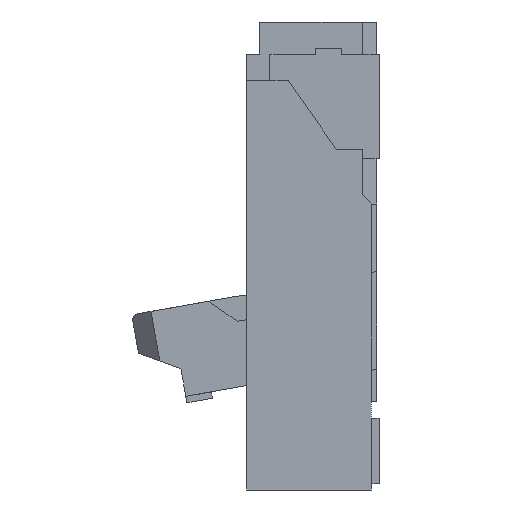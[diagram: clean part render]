
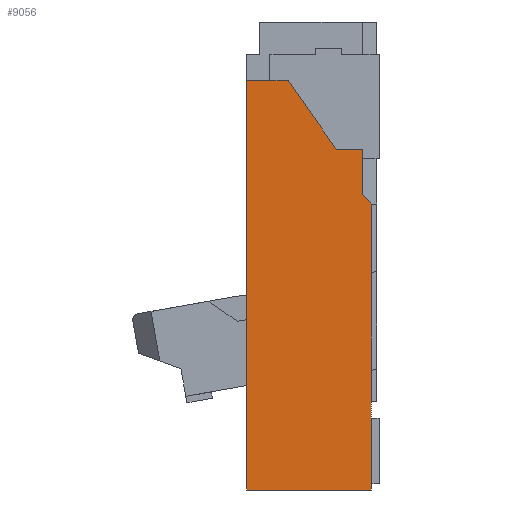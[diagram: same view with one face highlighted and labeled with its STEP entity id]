
A CAD part, left-side view. The second image highlights one B-rep face of the part: STEP entity #9056.
In plain terms, the highlighted planar face has unit normal (-1, 0, 0).
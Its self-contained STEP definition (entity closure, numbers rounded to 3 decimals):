
#226 = VERTEX_POINT ( 'NONE', #7003 ) ;
#443 = ORIENTED_EDGE ( 'NONE', *, *, #23342, .F. ) ;
#757 = EDGE_CURVE ( 'NONE', #2828, #22141, #6334, .T. ) ;
#1772 = VECTOR ( 'NONE', #27439, 1000. ) ;
#1873 = VERTEX_POINT ( 'NONE', #29894 ) ;
#2022 = VERTEX_POINT ( 'NONE', #14169 ) ;
#2099 = LINE ( 'NONE', #9104, #6120 ) ;
#2664 = LINE ( 'NONE', #19422, #29301 ) ;
#2828 = VERTEX_POINT ( 'NONE', #24303 ) ;
#3794 = CARTESIAN_POINT ( 'NONE',  ( -4.35, 0., 0. ) ) ;
#3831 = ORIENTED_EDGE ( 'NONE', *, *, #23452, .F. ) ;
#4203 = VECTOR ( 'NONE', #13414, 1000. ) ;
#4809 = CARTESIAN_POINT ( 'NONE',  ( -4.35, 0.04, -3.6 ) ) ;
#4922 = ORIENTED_EDGE ( 'NONE', *, *, #757, .F. ) ;
#5892 = VERTEX_POINT ( 'NONE', #7439 ) ;
#6120 = VECTOR ( 'NONE', #20549, 1000. ) ;
#6334 = LINE ( 'NONE', #24804, #8741 ) ;
#6697 = CARTESIAN_POINT ( 'NONE',  ( -4.35, 0.04, -1.4 ) ) ;
#6901 = VECTOR ( 'NONE', #10158, 1000. ) ;
#7003 = CARTESIAN_POINT ( 'NONE',  ( -4.35, 0.04, -1.4 ) ) ;
#7306 = ORIENTED_EDGE ( 'NONE', *, *, #20198, .F. ) ;
#7439 = CARTESIAN_POINT ( 'NONE',  ( -4.35, 0.11, -1.33 ) ) ;
#8406 = EDGE_CURVE ( 'NONE', #5892, #226, #28243, .T. ) ;
#8741 = VECTOR ( 'NONE', #24503, 1000. ) ;
#9056 = ADVANCED_FACE ( 'NONE', ( #17962 ), #24995, .F. ) ;
#9104 = CARTESIAN_POINT ( 'NONE',  ( -4.35, 1., -0.45 ) ) ;
#10158 = DIRECTION ( 'NONE',  ( 0., 1., 0. ) ) ;
#10781 = VECTOR ( 'NONE', #25361, 1000. ) ;
#11935 = VERTEX_POINT ( 'NONE', #4809 ) ;
#12797 = DIRECTION ( 'NONE',  ( 0., 1., 0. ) ) ;
#12913 = EDGE_CURVE ( 'NONE', #22141, #14939, #2099, .T. ) ;
#12931 = ORIENTED_EDGE ( 'NONE', *, *, #8406, .F. ) ;
#13414 = DIRECTION ( 'NONE',  ( 0., 0., -1. ) ) ;
#14169 = CARTESIAN_POINT ( 'NONE',  ( -4.35, 0.31, -0.978 ) ) ;
#14349 = CARTESIAN_POINT ( 'NONE',  ( -4.35, 0.11, -1.33 ) ) ;
#14939 = VERTEX_POINT ( 'NONE', #16142 ) ;
#15169 = CARTESIAN_POINT ( 'NONE',  ( -4.35, 1., -0.45 ) ) ;
#16142 = CARTESIAN_POINT ( 'NONE',  ( -4.35, 0.68, -0.45 ) ) ;
#16683 = VECTOR ( 'NONE', #18991, 1000. ) ;
#17583 = LINE ( 'NONE', #28867, #4203 ) ;
#17846 = AXIS2_PLACEMENT_3D ( 'NONE', #3794, #24840, #12797 ) ;
#17962 = FACE_OUTER_BOUND ( 'NONE', #22498, .T. ) ;
#18991 = DIRECTION ( 'NONE',  ( 0., -0.574, -0.819 ) ) ;
#19422 = CARTESIAN_POINT ( 'NONE',  ( -4.35, 0.31, -0.978 ) ) ;
#19453 = CARTESIAN_POINT ( 'NONE',  ( -4.35, 0.68, -0.45 ) ) ;
#20198 = EDGE_CURVE ( 'NONE', #226, #11935, #29874, .T. ) ;
#20328 = EDGE_CURVE ( 'NONE', #1873, #5892, #17583, .T. ) ;
#20549 = DIRECTION ( 'NONE',  ( 0., -1., 0. ) ) ;
#21341 = ORIENTED_EDGE ( 'NONE', *, *, #24344, .F. ) ;
#21435 = LINE ( 'NONE', #19453, #16683 ) ;
#21934 = ORIENTED_EDGE ( 'NONE', *, *, #12913, .F. ) ;
#22141 = VERTEX_POINT ( 'NONE', #15169 ) ;
#22498 = EDGE_LOOP ( 'NONE', ( #443, #7306, #12931, #26954, #3831, #21341, #21934, #4922 ) ) ;
#23342 = EDGE_CURVE ( 'NONE', #11935, #2828, #29214, .T. ) ;
#23452 = EDGE_CURVE ( 'NONE', #2022, #1873, #2664, .T. ) ;
#24303 = CARTESIAN_POINT ( 'NONE',  ( -4.35, 1., -3.6 ) ) ;
#24344 = EDGE_CURVE ( 'NONE', #14939, #2022, #21435, .T. ) ;
#24503 = DIRECTION ( 'NONE',  ( 0., 0., 1. ) ) ;
#24804 = CARTESIAN_POINT ( 'NONE',  ( -4.35, 1., -3.6 ) ) ;
#24840 = DIRECTION ( 'NONE',  ( 1., 0., 0. ) ) ;
#24995 = PLANE ( 'NONE',  #17846 ) ;
#25361 = DIRECTION ( 'NONE',  ( 0., -0.707, -0.707 ) ) ;
#26647 = CARTESIAN_POINT ( 'NONE',  ( -4.35, 0.04, -3.6 ) ) ;
#26954 = ORIENTED_EDGE ( 'NONE', *, *, #20328, .F. ) ;
#27439 = DIRECTION ( 'NONE',  ( 0., 0., -1. ) ) ;
#28243 = LINE ( 'NONE', #14349, #10781 ) ;
#28563 = DIRECTION ( 'NONE',  ( 0., -1., 0. ) ) ;
#28867 = CARTESIAN_POINT ( 'NONE',  ( -4.35, 0.11, -0.978 ) ) ;
#29214 = LINE ( 'NONE', #26647, #6901 ) ;
#29301 = VECTOR ( 'NONE', #28563, 1000. ) ;
#29874 = LINE ( 'NONE', #6697, #1772 ) ;
#29894 = CARTESIAN_POINT ( 'NONE',  ( -4.35, 0.11, -0.978 ) ) ;
